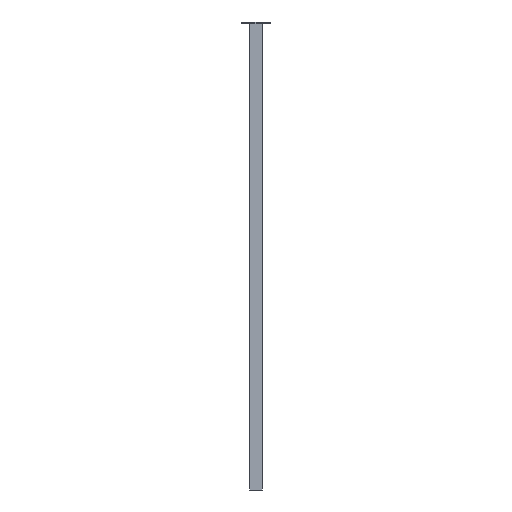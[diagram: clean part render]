
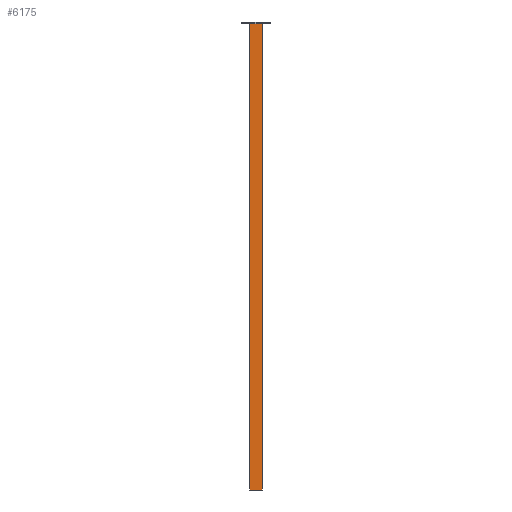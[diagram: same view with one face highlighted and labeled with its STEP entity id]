
A CAD part, front view. The second image highlights one B-rep face of the part: STEP entity #6175.
In plain terms, the highlighted planar face has unit normal (0, -1, 0).
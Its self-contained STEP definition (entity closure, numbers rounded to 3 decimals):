
#397 = ORIENTED_EDGE ( 'NONE', *, *, #5765, .T. ) ;
#398 = ORIENTED_EDGE ( 'NONE', *, *, #5768, .F. ) ;
#399 = ORIENTED_EDGE ( 'NONE', *, *, #5449, .F. ) ;
#400 = ORIENTED_EDGE ( 'NONE', *, *, #5767, .T. ) ;
#1267 = CARTESIAN_POINT ( 'NONE',  ( 21., -40., 1596. ) ) ;
#1274 = DIRECTION ( 'NONE',  ( 0., 0., -1. ) ) ;
#1622 = CARTESIAN_POINT ( 'NONE',  ( 21., -40., 0. ) ) ;
#1632 = CARTESIAN_POINT ( 'NONE',  ( 21., -40., 1596. ) ) ;
#1705 = CARTESIAN_POINT ( 'NONE',  ( -21., -40., 1596. ) ) ;
#1724 = CARTESIAN_POINT ( 'NONE',  ( -21., -40., 0. ) ) ;
#2127 = VERTEX_POINT ( 'NONE', #1724 ) ;
#2146 = VERTEX_POINT ( 'NONE', #1705 ) ;
#2219 = VERTEX_POINT ( 'NONE', #1632 ) ;
#2229 = VERTEX_POINT ( 'NONE', #1622 ) ;
#2344 = LINE ( 'NONE', #1267, #2351 ) ;
#2351 = VECTOR ( 'NONE', #1274, 1000. ) ;
#2834 = LINE ( 'NONE', #4745, #2837 ) ;
#2837 = VECTOR ( 'NONE', #4747, 1000. ) ;
#2838 = LINE ( 'NONE', #4749, #2841 ) ;
#2840 = LINE ( 'NONE', #4751, #2843 ) ;
#2841 = VECTOR ( 'NONE', #4750, 1000. ) ;
#2843 = VECTOR ( 'NONE', #4752, 1000. ) ;
#3406 = FACE_OUTER_BOUND ( 'NONE', #6397, .T. ) ;
#4169 = CARTESIAN_POINT ( 'NONE',  ( 21., -40., 1596. ) ) ;
#4172 = PLANE ( 'NONE',  #5096 ) ;
#4174 = DIRECTION ( 'NONE',  ( 0., 1., 0. ) ) ;
#4175 = DIRECTION ( 'NONE',  ( -1., 0., 0. ) ) ;
#4745 = CARTESIAN_POINT ( 'NONE',  ( -21., -40., 1596. ) ) ;
#4747 = DIRECTION ( 'NONE',  ( 0., 0., -1. ) ) ;
#4749 = CARTESIAN_POINT ( 'NONE',  ( 21., -40., 0. ) ) ;
#4750 = DIRECTION ( 'NONE',  ( 1., 0., 0. ) ) ;
#4751 = CARTESIAN_POINT ( 'NONE',  ( 21., -40., 1596. ) ) ;
#4752 = DIRECTION ( 'NONE',  ( 1., 0., 0. ) ) ;
#5096 = AXIS2_PLACEMENT_3D ( 'NONE', #4169, #4174, #4175 ) ;
#5449 = EDGE_CURVE ( 'NONE', #2219, #2229, #2344, .T. ) ;
#5765 = EDGE_CURVE ( 'NONE', #2146, #2127, #2834, .T. ) ;
#5767 = EDGE_CURVE ( 'NONE', #2127, #2229, #2838, .T. ) ;
#5768 = EDGE_CURVE ( 'NONE', #2146, #2219, #2840, .T. ) ;
#6175 = ADVANCED_FACE ( 'NONE', ( #3406 ), #4172, .F. ) ;
#6397 = EDGE_LOOP ( 'NONE', ( #400, #399, #398, #397 ) ) ;
